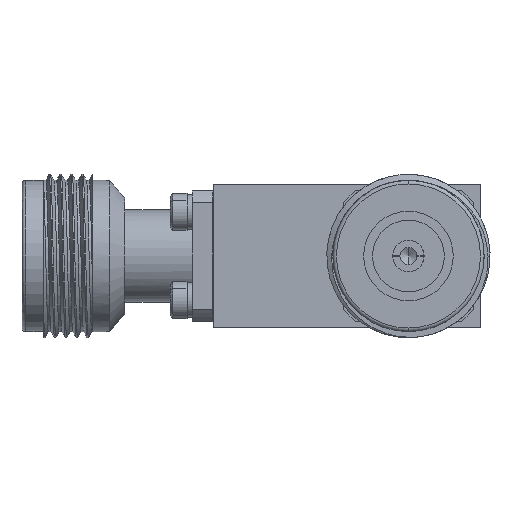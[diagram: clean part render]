
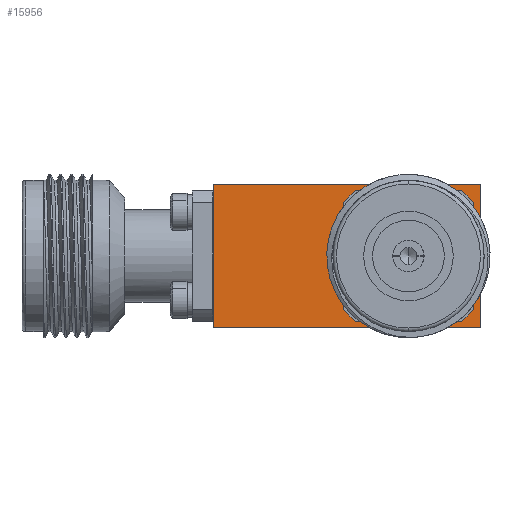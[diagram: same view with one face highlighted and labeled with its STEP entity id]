
A CAD part, left-side view. The second image highlights one B-rep face of the part: STEP entity #15956.
In plain terms, the highlighted planar face has unit normal (-1, 0, 0).
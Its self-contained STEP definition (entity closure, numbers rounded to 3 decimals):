
#76 = PLANE ( 'NONE',  #22137 ) ;
#112 = CARTESIAN_POINT ( 'NONE',  ( 38.286, 75.119, -4.1 ) ) ;
#199 = DIRECTION ( 'NONE',  ( 0., 1., 0. ) ) ;
#246 = EDGE_LOOP ( 'NONE', ( #20396, #2980 ) ) ;
#744 = EDGE_CURVE ( 'NONE', #24667, #11480, #20511, .T. ) ;
#997 = ORIENTED_EDGE ( 'NONE', *, *, #24120, .T. ) ;
#1010 = VERTEX_POINT ( 'NONE', #21956 ) ;
#1204 = LINE ( 'NONE', #31397, #30734 ) ;
#1263 = DIRECTION ( 'NONE',  ( 0., 0., 1. ) ) ;
#1849 = DIRECTION ( 'NONE',  ( 1., 0., 0. ) ) ;
#1979 = DIRECTION ( 'NONE',  ( 0., 0., -1. ) ) ;
#2125 = AXIS2_PLACEMENT_3D ( 'NONE', #16539, #21904, #5068 ) ;
#2222 = CARTESIAN_POINT ( 'NONE',  ( 38.286, 70.819, -12.392 ) ) ;
#2921 = DIRECTION ( 'NONE',  ( 0., 1., 0. ) ) ;
#2980 = ORIENTED_EDGE ( 'NONE', *, *, #744, .T. ) ;
#3828 = CARTESIAN_POINT ( 'NONE',  ( 38.286, 0., 0. ) ) ;
#3852 = CIRCLE ( 'NONE', #2125, 1.092 ) ;
#4228 = CIRCLE ( 'NONE', #13970, 1.092 ) ;
#5068 = DIRECTION ( 'NONE',  ( 0., 1., 0. ) ) ;
#5093 = CARTESIAN_POINT ( 'NONE',  ( 38.286, 79.419, -11.3 ) ) ;
#5140 = FACE_BOUND ( 'NONE', #18239, .T. ) ;
#5249 = DIRECTION ( 'NONE',  ( 0., 0., 1. ) ) ;
#5271 = CARTESIAN_POINT ( 'NONE',  ( 38.286, 79.419, -2.7 ) ) ;
#5452 = EDGE_CURVE ( 'NONE', #14838, #24056, #16200, .T. ) ;
#5464 = EDGE_LOOP ( 'NONE', ( #30421, #13924 ) ) ;
#5632 = AXIS2_PLACEMENT_3D ( 'NONE', #5271, #10853, #21617 ) ;
#5795 = CARTESIAN_POINT ( 'NONE',  ( 38.286, 79.419, -2.7 ) ) ;
#5925 = CARTESIAN_POINT ( 'NONE',  ( 38.286, 79.419, -1.608 ) ) ;
#6070 = EDGE_LOOP ( 'NONE', ( #23340, #35043 ) ) ;
#6104 = AXIS2_PLACEMENT_3D ( 'NONE', #7272, #1849, #24099 ) ;
#6655 = AXIS2_PLACEMENT_3D ( 'NONE', #8032, #14124, #16288 ) ;
#6877 = DIRECTION ( 'NONE',  ( 0., 1., 0. ) ) ;
#6903 = CARTESIAN_POINT ( 'NONE',  ( 38.286, 68.12, 0. ) ) ;
#6982 = DIRECTION ( 'NONE',  ( 0., 1., 0. ) ) ;
#6989 = CARTESIAN_POINT ( 'NONE',  ( 38.286, 79.419, -10.208 ) ) ;
#7272 = CARTESIAN_POINT ( 'NONE',  ( 38.286, 75.119, -7. ) ) ;
#7364 = CARTESIAN_POINT ( 'NONE',  ( 38.286, 94.12, -14. ) ) ;
#7725 = CARTESIAN_POINT ( 'NONE',  ( 38.286, 68.12, -14. ) ) ;
#7786 = CARTESIAN_POINT ( 'NONE',  ( 38.286, 94.12, 0. ) ) ;
#8032 = CARTESIAN_POINT ( 'NONE',  ( 38.286, 79.419, -11.3 ) ) ;
#8170 = ORIENTED_EDGE ( 'NONE', *, *, #5452, .F. ) ;
#8369 = FACE_BOUND ( 'NONE', #6070, .T. ) ;
#8854 = CIRCLE ( 'NONE', #28878, 1.092 ) ;
#9810 = EDGE_LOOP ( 'NONE', ( #26942, #27610 ) ) ;
#9860 = EDGE_CURVE ( 'NONE', #21318, #14838, #1204, .T. ) ;
#9958 = EDGE_CURVE ( 'NONE', #11118, #31815, #10681, .T. ) ;
#9996 = CIRCLE ( 'NONE', #24871, 1.092 ) ;
#10554 = EDGE_CURVE ( 'NONE', #11480, #24667, #22655, .T. ) ;
#10681 = CIRCLE ( 'NONE', #6655, 1.092 ) ;
#10853 = DIRECTION ( 'NONE',  ( 1., 0., 0. ) ) ;
#11118 = VERTEX_POINT ( 'NONE', #6989 ) ;
#11480 = VERTEX_POINT ( 'NONE', #14199 ) ;
#11551 = CARTESIAN_POINT ( 'NONE',  ( 38.286, 70.819, -11.3 ) ) ;
#12431 = CIRCLE ( 'NONE', #21573, 2.9 ) ;
#13545 = VERTEX_POINT ( 'NONE', #6903 ) ;
#13924 = ORIENTED_EDGE ( 'NONE', *, *, #28341, .T. ) ;
#13970 = AXIS2_PLACEMENT_3D ( 'NONE', #5093, #24796, #199 ) ;
#14124 = DIRECTION ( 'NONE',  ( 1., 0., 0. ) ) ;
#14199 = CARTESIAN_POINT ( 'NONE',  ( 38.286, 79.419, -3.792 ) ) ;
#14298 = CARTESIAN_POINT ( 'NONE',  ( 38.286, 70.819, -2.7 ) ) ;
#14378 = EDGE_CURVE ( 'NONE', #33410, #21830, #9996, .T. ) ;
#14838 = VERTEX_POINT ( 'NONE', #7364 ) ;
#15594 = VECTOR ( 'NONE', #5249, 1000. ) ;
#15956 = ADVANCED_FACE ( 'NONE', ( #16611, #5140, #18940, #8369, #24511, #19312 ), #76, .F. ) ;
#16200 = LINE ( 'NONE', #32014, #15594 ) ;
#16288 = DIRECTION ( 'NONE',  ( 0., 1., 0. ) ) ;
#16539 = CARTESIAN_POINT ( 'NONE',  ( 38.286, 70.819, -2.7 ) ) ;
#16611 = FACE_OUTER_BOUND ( 'NONE', #28630, .T. ) ;
#16982 = CIRCLE ( 'NONE', #6104, 2.9 ) ;
#17122 = DIRECTION ( 'NONE',  ( 0., -1., 0. ) ) ;
#17169 = EDGE_CURVE ( 'NONE', #21318, #13545, #22841, .T. ) ;
#17545 = VECTOR ( 'NONE', #1263, 1000. ) ;
#17800 = CARTESIAN_POINT ( 'NONE',  ( 38.286, 68.12, -7. ) ) ;
#17925 = EDGE_CURVE ( 'NONE', #21899, #26433, #12431, .T. ) ;
#17965 = CARTESIAN_POINT ( 'NONE',  ( 38.286, 75.119, -7. ) ) ;
#18239 = EDGE_LOOP ( 'NONE', ( #997, #24826 ) ) ;
#18770 = EDGE_CURVE ( 'NONE', #26433, #21899, #16982, .T. ) ;
#18940 = FACE_BOUND ( 'NONE', #5464, .T. ) ;
#18974 = CIRCLE ( 'NONE', #30450, 1.092 ) ;
#19312 = FACE_BOUND ( 'NONE', #9810, .T. ) ;
#20396 = ORIENTED_EDGE ( 'NONE', *, *, #10554, .T. ) ;
#20461 = CARTESIAN_POINT ( 'NONE',  ( 38.286, 70.819, -1.608 ) ) ;
#20511 = CIRCLE ( 'NONE', #5632, 1.092 ) ;
#20512 = DIRECTION ( 'NONE',  ( 1., 0., 0. ) ) ;
#20883 = CARTESIAN_POINT ( 'NONE',  ( 38.286, 75.119, -9.9 ) ) ;
#21318 = VERTEX_POINT ( 'NONE', #7725 ) ;
#21342 = VECTOR ( 'NONE', #17122, 1000. ) ;
#21573 = AXIS2_PLACEMENT_3D ( 'NONE', #17965, #35000, #1979 ) ;
#21617 = DIRECTION ( 'NONE',  ( 0., 1., 0. ) ) ;
#21830 = VERTEX_POINT ( 'NONE', #28228 ) ;
#21899 = VERTEX_POINT ( 'NONE', #20883 ) ;
#21904 = DIRECTION ( 'NONE',  ( 1., 0., 0. ) ) ;
#21956 = CARTESIAN_POINT ( 'NONE',  ( 38.286, 70.819, -10.208 ) ) ;
#22137 = AXIS2_PLACEMENT_3D ( 'NONE', #27379, #27188, #29885 ) ;
#22508 = ORIENTED_EDGE ( 'NONE', *, *, #29213, .F. ) ;
#22655 = CIRCLE ( 'NONE', #33530, 1.092 ) ;
#22675 = DIRECTION ( 'NONE',  ( 1., 0., 0. ) ) ;
#22841 = LINE ( 'NONE', #17800, #17545 ) ;
#23340 = ORIENTED_EDGE ( 'NONE', *, *, #18770, .T. ) ;
#23717 = CARTESIAN_POINT ( 'NONE',  ( 38.286, 70.819, -11.3 ) ) ;
#24056 = VERTEX_POINT ( 'NONE', #7786 ) ;
#24099 = DIRECTION ( 'NONE',  ( 0., 0., -1. ) ) ;
#24120 = EDGE_CURVE ( 'NONE', #31815, #11118, #4228, .T. ) ;
#24511 = FACE_BOUND ( 'NONE', #246, .T. ) ;
#24667 = VERTEX_POINT ( 'NONE', #5925 ) ;
#24796 = DIRECTION ( 'NONE',  ( 1., 0., 0. ) ) ;
#24826 = ORIENTED_EDGE ( 'NONE', *, *, #9958, .T. ) ;
#24871 = AXIS2_PLACEMENT_3D ( 'NONE', #14298, #30282, #27572 ) ;
#26433 = VERTEX_POINT ( 'NONE', #112 ) ;
#26942 = ORIENTED_EDGE ( 'NONE', *, *, #27043, .T. ) ;
#27043 = EDGE_CURVE ( 'NONE', #21830, #33410, #3852, .T. ) ;
#27188 = DIRECTION ( 'NONE',  ( 1., 0., 0. ) ) ;
#27379 = CARTESIAN_POINT ( 'NONE',  ( 38.286, 94.12, -14. ) ) ;
#27572 = DIRECTION ( 'NONE',  ( 0., 1., 0. ) ) ;
#27610 = ORIENTED_EDGE ( 'NONE', *, *, #14378, .T. ) ;
#27667 = DIRECTION ( 'NONE',  ( 0., 1., 0. ) ) ;
#27874 = LINE ( 'NONE', #3828, #21342 ) ;
#28027 = DIRECTION ( 'NONE',  ( 1., 0., 0. ) ) ;
#28228 = CARTESIAN_POINT ( 'NONE',  ( 38.286, 70.819, -3.792 ) ) ;
#28341 = EDGE_CURVE ( 'NONE', #1010, #32060, #18974, .T. ) ;
#28630 = EDGE_LOOP ( 'NONE', ( #32747, #29150, #22508, #8170 ) ) ;
#28878 = AXIS2_PLACEMENT_3D ( 'NONE', #23717, #20512, #6877 ) ;
#29150 = ORIENTED_EDGE ( 'NONE', *, *, #17169, .T. ) ;
#29213 = EDGE_CURVE ( 'NONE', #24056, #13545, #27874, .T. ) ;
#29885 = DIRECTION ( 'NONE',  ( 0., -1., 0. ) ) ;
#30282 = DIRECTION ( 'NONE',  ( 1., 0., 0. ) ) ;
#30421 = ORIENTED_EDGE ( 'NONE', *, *, #33088, .T. ) ;
#30450 = AXIS2_PLACEMENT_3D ( 'NONE', #11551, #22675, #2921 ) ;
#30734 = VECTOR ( 'NONE', #6982, 1000. ) ;
#31397 = CARTESIAN_POINT ( 'NONE',  ( 38.286, 94.12, -14. ) ) ;
#31815 = VERTEX_POINT ( 'NONE', #34352 ) ;
#32014 = CARTESIAN_POINT ( 'NONE',  ( 38.286, 94.12, -7. ) ) ;
#32060 = VERTEX_POINT ( 'NONE', #2222 ) ;
#32747 = ORIENTED_EDGE ( 'NONE', *, *, #9860, .F. ) ;
#33088 = EDGE_CURVE ( 'NONE', #32060, #1010, #8854, .T. ) ;
#33410 = VERTEX_POINT ( 'NONE', #20461 ) ;
#33530 = AXIS2_PLACEMENT_3D ( 'NONE', #5795, #28027, #27667 ) ;
#34352 = CARTESIAN_POINT ( 'NONE',  ( 38.286, 79.419, -12.392 ) ) ;
#35000 = DIRECTION ( 'NONE',  ( 1., 0., 0. ) ) ;
#35043 = ORIENTED_EDGE ( 'NONE', *, *, #17925, .T. ) ;
